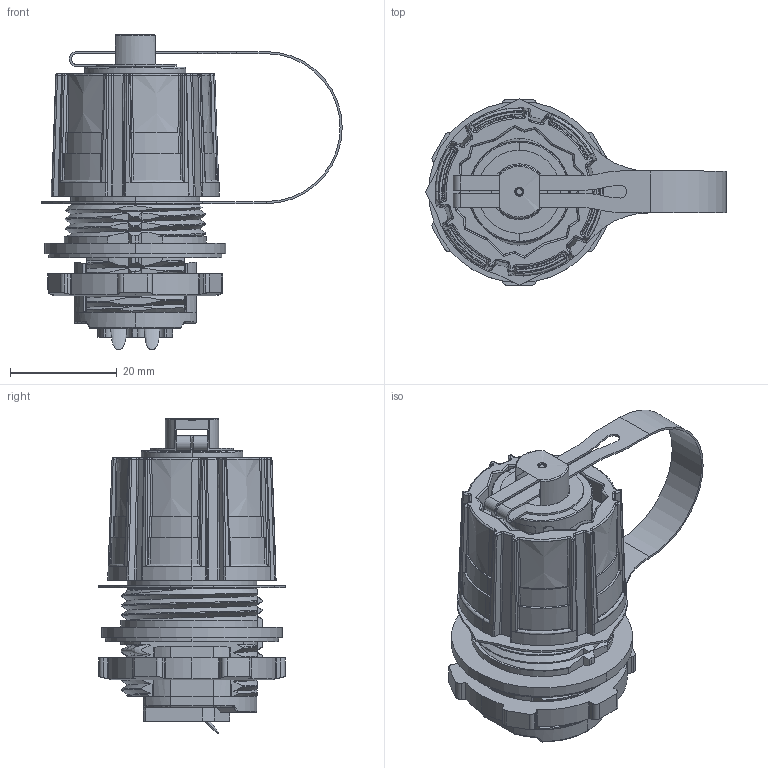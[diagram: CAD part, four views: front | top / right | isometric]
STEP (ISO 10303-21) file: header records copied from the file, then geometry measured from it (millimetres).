
FILE_DESCRIPTION (( 'STEP AP214' ), '1' );
FILE_NAME ('FOA-LCHBS-D_3D.step', '2023-08-18T21:23:20', ( '' ), ( '' ), 'SwSTEP 2.0', 'SolidWorks 2022', '' );
FILE_SCHEMA (( 'AUTOMOTIVE_DESIGN' ));
Length unit declared in the file: inch
Products named in the file (1): FOA-LCHBS-D_3D
Bounding box: 56.4 x 35.1 x 59.12 mm (x, y, z)
Surface area: 16441.9 mm2 (no closed solid volume)
Topology: 0 solids, 12 shells, 776 faces, 2358 edges, 1576 vertices
Faces by surface type: bspline 256, plane 245, cylinder 184, cone 70, torus 19, sphere 2
Entity records: 44371 total; most frequent: CARTESIAN_POINT 26166, ORIENTED_EDGE 4293, DIRECTION 2896, EDGE_CURVE 2350, VERTEX_POINT 1576, AXIS2_PLACEMENT_3D 993, VECTOR 910, LINE 910
